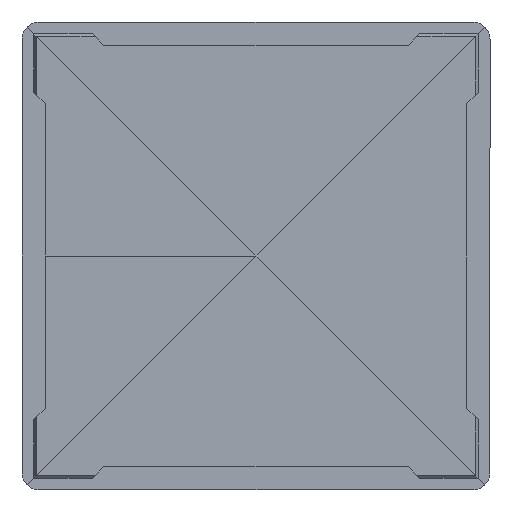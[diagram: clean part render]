
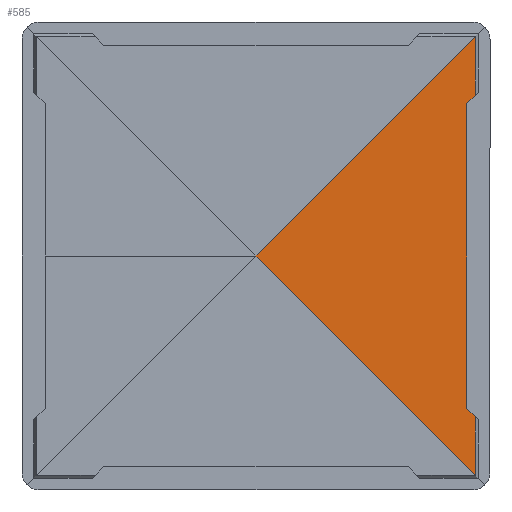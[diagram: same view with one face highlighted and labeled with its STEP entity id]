
A CAD part, front view. The second image highlights one B-rep face of the part: STEP entity #585.
In plain terms, the highlighted planar face has unit normal (0, -1, 0).
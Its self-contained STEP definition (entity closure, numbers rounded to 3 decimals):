
#9 = LINE ( 'NONE', #1540, #2978 ) ;
#271 = LINE ( 'NONE', #3323, #2981 ) ;
#321 = ORIENTED_EDGE ( 'NONE', *, *, #2643, .F. ) ;
#406 = VERTEX_POINT ( 'NONE', #3778 ) ;
#454 = EDGE_CURVE ( 'NONE', #3088, #1981, #2818, .T. ) ;
#523 = DIRECTION ( 'NONE',  ( 0., 1., 0. ) ) ;
#543 = VERTEX_POINT ( 'NONE', #3198 ) ;
#551 = LINE ( 'NONE', #891, #3573 ) ;
#585 = ADVANCED_FACE ( 'NONE', ( #2912 ), #780, .F. ) ;
#667 = EDGE_CURVE ( 'NONE', #2755, #1281, #9, .T. ) ;
#780 = PLANE ( 'NONE',  #1848 ) ;
#856 = DIRECTION ( 'NONE',  ( 0., 0., 1. ) ) ;
#891 = CARTESIAN_POINT ( 'NONE',  ( 36., 0., 26. ) ) ;
#909 = EDGE_CURVE ( 'NONE', #3088, #406, #271, .T. ) ;
#1026 = DIRECTION ( 'NONE',  ( 0.707, 0., -0.707 ) ) ;
#1081 = DIRECTION ( 'NONE',  ( 0.707, 0., 0.707 ) ) ;
#1281 = VERTEX_POINT ( 'NONE', #1331 ) ;
#1331 = CARTESIAN_POINT ( 'NONE',  ( 37.5, 0., -27.5 ) ) ;
#1403 = DIRECTION ( 'NONE',  ( -0.707, 0., -0.707 ) ) ;
#1532 = CARTESIAN_POINT ( 'NONE',  ( 37.5, 0., -37.5 ) ) ;
#1540 = CARTESIAN_POINT ( 'NONE',  ( 37.5, 0., -42.6 ) ) ;
#1642 = ORIENTED_EDGE ( 'NONE', *, *, #1646, .F. ) ;
#1646 = EDGE_CURVE ( 'NONE', #406, #543, #551, .T. ) ;
#1848 = AXIS2_PLACEMENT_3D ( 'NONE', #2942, #523, #2621 ) ;
#1981 = VERTEX_POINT ( 'NONE', #3275 ) ;
#2113 = DIRECTION ( 'NONE',  ( 0., 0., -1. ) ) ;
#2134 = ORIENTED_EDGE ( 'NONE', *, *, #2231, .F. ) ;
#2215 = CARTESIAN_POINT ( 'NONE',  ( 37.5, 0., 27.5 ) ) ;
#2221 = DIRECTION ( 'NONE',  ( 0., 0., 1. ) ) ;
#2231 = EDGE_CURVE ( 'NONE', #2687, #1981, #2850, .T. ) ;
#2372 = LINE ( 'NONE', #3017, #3170 ) ;
#2402 = ORIENTED_EDGE ( 'NONE', *, *, #454, .T. ) ;
#2477 = EDGE_CURVE ( 'NONE', #2687, #2755, #3481, .T. ) ;
#2621 = DIRECTION ( 'NONE',  ( -1., 0., 0. ) ) ;
#2643 = EDGE_CURVE ( 'NONE', #543, #1281, #2372, .T. ) ;
#2669 = ORIENTED_EDGE ( 'NONE', *, *, #667, .T. ) ;
#2687 = VERTEX_POINT ( 'NONE', #3587 ) ;
#2704 = DIRECTION ( 'NONE',  ( 0.707, 0., -0.707 ) ) ;
#2720 = ORIENTED_EDGE ( 'NONE', *, *, #909, .F. ) ;
#2730 = EDGE_LOOP ( 'NONE', ( #2720, #2402, #2134, #2983, #2669, #321, #1642 ) ) ;
#2755 = VERTEX_POINT ( 'NONE', #1532 ) ;
#2818 = LINE ( 'NONE', #2833, #3696 ) ;
#2833 = CARTESIAN_POINT ( 'NONE',  ( 37.5, 0., -42.6 ) ) ;
#2850 = LINE ( 'NONE', #2908, #3922 ) ;
#2908 = CARTESIAN_POINT ( 'NONE',  ( -21.3, 0., -21.3 ) ) ;
#2912 = FACE_OUTER_BOUND ( 'NONE', #2730, .T. ) ;
#2942 = CARTESIAN_POINT ( 'NONE',  ( 0., 0., -42.6 ) ) ;
#2978 = VECTOR ( 'NONE', #856, 1000. ) ;
#2981 = VECTOR ( 'NONE', #1403, 1000. ) ;
#2983 = ORIENTED_EDGE ( 'NONE', *, *, #2477, .T. ) ;
#3017 = CARTESIAN_POINT ( 'NONE',  ( 36., 0., -26. ) ) ;
#3035 = VECTOR ( 'NONE', #1026, 1000. ) ;
#3088 = VERTEX_POINT ( 'NONE', #2215 ) ;
#3170 = VECTOR ( 'NONE', #2704, 1000. ) ;
#3198 = CARTESIAN_POINT ( 'NONE',  ( 36., 0., -26. ) ) ;
#3275 = CARTESIAN_POINT ( 'NONE',  ( 37.5, 0., 37.5 ) ) ;
#3323 = CARTESIAN_POINT ( 'NONE',  ( 40., 0., 30. ) ) ;
#3481 = LINE ( 'NONE', #3752, #3035 ) ;
#3573 = VECTOR ( 'NONE', #2113, 1000. ) ;
#3587 = CARTESIAN_POINT ( 'NONE',  ( 0., 0., 0. ) ) ;
#3696 = VECTOR ( 'NONE', #2221, 1000. ) ;
#3752 = CARTESIAN_POINT ( 'NONE',  ( -21.3, 0., 21.3 ) ) ;
#3778 = CARTESIAN_POINT ( 'NONE',  ( 36., 0., 26. ) ) ;
#3922 = VECTOR ( 'NONE', #1081, 1000. ) ;
